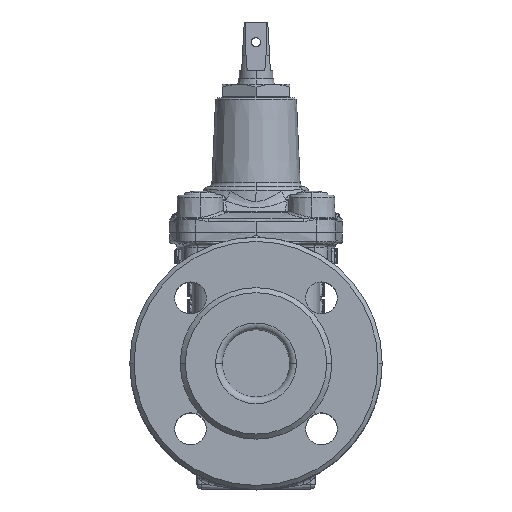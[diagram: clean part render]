
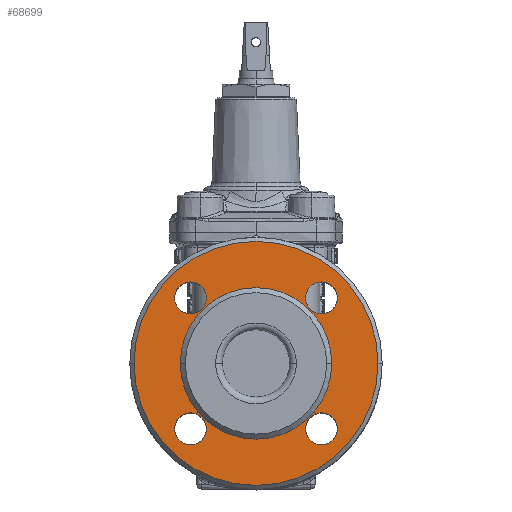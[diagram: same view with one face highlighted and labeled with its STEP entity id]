
A CAD part, top view. The second image highlights one B-rep face of the part: STEP entity #68699.
In plain terms, the highlighted planar face has unit normal (0, 0, 1).
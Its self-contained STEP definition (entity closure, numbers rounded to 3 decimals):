
#1128 = CIRCLE ( 'NONE', #73901, 9.5 ) ;
#6589 = CIRCLE ( 'NONE', #41654, 9.5 ) ;
#6991 = AXIS2_PLACEMENT_3D ( 'NONE', #37764, #16840, #28243 ) ;
#7338 = CARTESIAN_POINT ( 'NONE',  ( 38.891, -39.109, 67. ) ) ;
#7873 = AXIS2_PLACEMENT_3D ( 'NONE', #112047, #37499, #113455 ) ;
#9378 = CARTESIAN_POINT ( 'NONE',  ( 48.391, -116.891, 67. ) ) ;
#10546 = ORIENTED_EDGE ( 'NONE', *, *, #93251, .F. ) ;
#11063 = FACE_OUTER_BOUND ( 'NONE', #64455, .T. ) ;
#13033 = DIRECTION ( 'NONE',  ( 0., 0., 1. ) ) ;
#13179 = CIRCLE ( 'NONE', #83095, 72.5 ) ;
#14560 = ORIENTED_EDGE ( 'NONE', *, *, #130725, .F. ) ;
#16840 = DIRECTION ( 'NONE',  ( 0., 0., 1. ) ) ;
#17544 = ORIENTED_EDGE ( 'NONE', *, *, #120332, .T. ) ;
#18571 = ORIENTED_EDGE ( 'NONE', *, *, #132608, .F. ) ;
#20365 = CARTESIAN_POINT ( 'NONE',  ( -38.891, -116.891, 67. ) ) ;
#21042 = CIRCLE ( 'NONE', #113005, 9.5 ) ;
#21941 = CARTESIAN_POINT ( 'NONE',  ( -38.891, -39.109, 67. ) ) ;
#22645 = ORIENTED_EDGE ( 'NONE', *, *, #47009, .T. ) ;
#23585 = CIRCLE ( 'NONE', #100644, 45. ) ;
#26251 = CARTESIAN_POINT ( 'NONE',  ( 0., -78., 67. ) ) ;
#27077 = VERTEX_POINT ( 'NONE', #63254 ) ;
#28068 = CIRCLE ( 'NONE', #81445, 9.5 ) ;
#28243 = DIRECTION ( 'NONE',  ( 0., 1., 0. ) ) ;
#29768 = CARTESIAN_POINT ( 'NONE',  ( 0., -123., 67. ) ) ;
#32544 = DIRECTION ( 'NONE',  ( 0., 0., 1. ) ) ;
#33938 = CARTESIAN_POINT ( 'NONE',  ( 38.891, -116.891, 67. ) ) ;
#34556 = CIRCLE ( 'NONE', #73274, 9.5 ) ;
#36563 = FACE_BOUND ( 'NONE', #62820, .T. ) ;
#37499 = DIRECTION ( 'NONE',  ( 0., 0., 1. ) ) ;
#37764 = CARTESIAN_POINT ( 'NONE',  ( -38.891, -116.891, 67. ) ) ;
#38436 = EDGE_CURVE ( 'NONE', #83919, #67628, #6589, .T. ) ;
#40004 = FACE_BOUND ( 'NONE', #130413, .T. ) ;
#40062 = EDGE_LOOP ( 'NONE', ( #17544, #22645 ) ) ;
#40155 = VERTEX_POINT ( 'NONE', #9378 ) ;
#40593 = CARTESIAN_POINT ( 'NONE',  ( -38.891, -39.109, 67. ) ) ;
#41037 = AXIS2_PLACEMENT_3D ( 'NONE', #141308, #97866, #99267 ) ;
#41529 = CARTESIAN_POINT ( 'NONE',  ( -48.391, -39.109, 67. ) ) ;
#41654 = AXIS2_PLACEMENT_3D ( 'NONE', #78395, #13033, #66916 ) ;
#42569 = ORIENTED_EDGE ( 'NONE', *, *, #38436, .F. ) ;
#47009 = EDGE_CURVE ( 'NONE', #49604, #131918, #74244, .T. ) ;
#47877 = EDGE_CURVE ( 'NONE', #67628, #83919, #28068, .T. ) ;
#47970 = VERTEX_POINT ( 'NONE', #116186 ) ;
#49604 = VERTEX_POINT ( 'NONE', #76859 ) ;
#50280 = CIRCLE ( 'NONE', #41037, 9.5 ) ;
#52141 = AXIS2_PLACEMENT_3D ( 'NONE', #123571, #67219, #57171 ) ;
#52708 = DIRECTION ( 'NONE',  ( 0., 1., 0. ) ) ;
#57171 = DIRECTION ( 'NONE',  ( -1., 0., 0. ) ) ;
#61713 = CARTESIAN_POINT ( 'NONE',  ( -29.391, -39.109, 67. ) ) ;
#62340 = EDGE_CURVE ( 'NONE', #27077, #110408, #72913, .T. ) ;
#62567 = DIRECTION ( 'NONE',  ( 1., 0., 0. ) ) ;
#62690 = PLANE ( 'NONE',  #95875 ) ;
#62820 = EDGE_LOOP ( 'NONE', ( #114060, #18571 ) ) ;
#63254 = CARTESIAN_POINT ( 'NONE',  ( -72.5, -78., 67. ) ) ;
#64455 = EDGE_LOOP ( 'NONE', ( #77248, #141062 ) ) ;
#65640 = FACE_BOUND ( 'NONE', #40062, .T. ) ;
#66916 = DIRECTION ( 'NONE',  ( 0., -1., 0. ) ) ;
#67219 = DIRECTION ( 'NONE',  ( 0., 0., -1. ) ) ;
#67628 = VERTEX_POINT ( 'NONE', #123187 ) ;
#68699 = ADVANCED_FACE ( 'NONE', ( #98122, #40004, #36563, #111816, #65640, #11063 ), #62690, .T. ) ;
#69875 = CARTESIAN_POINT ( 'NONE',  ( -29.391, -116.891, 67. ) ) ;
#70358 = CIRCLE ( 'NONE', #6991, 9.5 ) ;
#72913 = CIRCLE ( 'NONE', #7873, 72.5 ) ;
#72944 = DIRECTION ( 'NONE',  ( 0., 0., -1. ) ) ;
#73274 = AXIS2_PLACEMENT_3D ( 'NONE', #33938, #32544, #121380 ) ;
#73684 = DIRECTION ( 'NONE',  ( 1., 0., 0. ) ) ;
#73901 = AXIS2_PLACEMENT_3D ( 'NONE', #21941, #98265, #109271 ) ;
#74244 = CIRCLE ( 'NONE', #52141, 45. ) ;
#74978 = DIRECTION ( 'NONE',  ( 0., 0., 1. ) ) ;
#75232 = EDGE_LOOP ( 'NONE', ( #42569, #112932 ) ) ;
#76859 = CARTESIAN_POINT ( 'NONE',  ( 45., -78., 67. ) ) ;
#77248 = ORIENTED_EDGE ( 'NONE', *, *, #62340, .T. ) ;
#78395 = CARTESIAN_POINT ( 'NONE',  ( 38.891, -39.109, 67. ) ) ;
#79192 = CIRCLE ( 'NONE', #111137, 9.5 ) ;
#81445 = AXIS2_PLACEMENT_3D ( 'NONE', #7338, #139532, #83681 ) ;
#81515 = CARTESIAN_POINT ( 'NONE',  ( 72.5, -78., 67. ) ) ;
#82931 = ORIENTED_EDGE ( 'NONE', *, *, #89734, .F. ) ;
#83095 = AXIS2_PLACEMENT_3D ( 'NONE', #26251, #102625, #112658 ) ;
#83681 = DIRECTION ( 'NONE',  ( 0., -1., 0. ) ) ;
#83704 = EDGE_LOOP ( 'NONE', ( #14560, #82931 ) ) ;
#83919 = VERTEX_POINT ( 'NONE', #85962 ) ;
#85962 = CARTESIAN_POINT ( 'NONE',  ( 38.891, -48.609, 67. ) ) ;
#88711 = EDGE_CURVE ( 'NONE', #110408, #27077, #13179, .T. ) ;
#89734 = EDGE_CURVE ( 'NONE', #139124, #129450, #1128, .T. ) ;
#93251 = EDGE_CURVE ( 'NONE', #40155, #106192, #50280, .T. ) ;
#93461 = DIRECTION ( 'NONE',  ( -1., 0., 0. ) ) ;
#95875 = AXIS2_PLACEMENT_3D ( 'NONE', #29768, #108065, #73684 ) ;
#97016 = EDGE_CURVE ( 'NONE', #106192, #40155, #34556, .T. ) ;
#97866 = DIRECTION ( 'NONE',  ( 0., 0., 1. ) ) ;
#98122 = FACE_BOUND ( 'NONE', #75232, .T. ) ;
#98265 = DIRECTION ( 'NONE',  ( 0., 0., 1. ) ) ;
#98793 = CARTESIAN_POINT ( 'NONE',  ( -45., -78., 67. ) ) ;
#99267 = DIRECTION ( 'NONE',  ( -1., 0., 0. ) ) ;
#100644 = AXIS2_PLACEMENT_3D ( 'NONE', #125977, #72944, #93461 ) ;
#102390 = CARTESIAN_POINT ( 'NONE',  ( 29.391, -116.891, 67. ) ) ;
#102625 = DIRECTION ( 'NONE',  ( 0., 0., 1. ) ) ;
#106192 = VERTEX_POINT ( 'NONE', #102390 ) ;
#108065 = DIRECTION ( 'NONE',  ( 0., 0., 1. ) ) ;
#109271 = DIRECTION ( 'NONE',  ( 1., 0., 0. ) ) ;
#109385 = EDGE_CURVE ( 'NONE', #129283, #47970, #70358, .T. ) ;
#110408 = VERTEX_POINT ( 'NONE', #81515 ) ;
#111137 = AXIS2_PLACEMENT_3D ( 'NONE', #40593, #74978, #62567 ) ;
#111816 = FACE_BOUND ( 'NONE', #83704, .T. ) ;
#112047 = CARTESIAN_POINT ( 'NONE',  ( 0., -78., 67. ) ) ;
#112658 = DIRECTION ( 'NONE',  ( 1., 0., 0. ) ) ;
#112932 = ORIENTED_EDGE ( 'NONE', *, *, #47877, .F. ) ;
#113005 = AXIS2_PLACEMENT_3D ( 'NONE', #20365, #117746, #52708 ) ;
#113455 = DIRECTION ( 'NONE',  ( 1., 0., 0. ) ) ;
#114060 = ORIENTED_EDGE ( 'NONE', *, *, #109385, .F. ) ;
#116144 = ORIENTED_EDGE ( 'NONE', *, *, #97016, .F. ) ;
#116186 = CARTESIAN_POINT ( 'NONE',  ( -48.391, -116.891, 67. ) ) ;
#117746 = DIRECTION ( 'NONE',  ( 0., 0., 1. ) ) ;
#120332 = EDGE_CURVE ( 'NONE', #131918, #49604, #23585, .T. ) ;
#121380 = DIRECTION ( 'NONE',  ( -1., 0., 0. ) ) ;
#123187 = CARTESIAN_POINT ( 'NONE',  ( 38.891, -29.609, 67. ) ) ;
#123571 = CARTESIAN_POINT ( 'NONE',  ( 0., -78., 67. ) ) ;
#125977 = CARTESIAN_POINT ( 'NONE',  ( 0., -78., 67. ) ) ;
#129283 = VERTEX_POINT ( 'NONE', #69875 ) ;
#129450 = VERTEX_POINT ( 'NONE', #61713 ) ;
#130413 = EDGE_LOOP ( 'NONE', ( #10546, #116144 ) ) ;
#130725 = EDGE_CURVE ( 'NONE', #129450, #139124, #79192, .T. ) ;
#131918 = VERTEX_POINT ( 'NONE', #98793 ) ;
#132608 = EDGE_CURVE ( 'NONE', #47970, #129283, #21042, .T. ) ;
#139124 = VERTEX_POINT ( 'NONE', #41529 ) ;
#139532 = DIRECTION ( 'NONE',  ( 0., 0., 1. ) ) ;
#141062 = ORIENTED_EDGE ( 'NONE', *, *, #88711, .T. ) ;
#141308 = CARTESIAN_POINT ( 'NONE',  ( 38.891, -116.891, 67. ) ) ;
